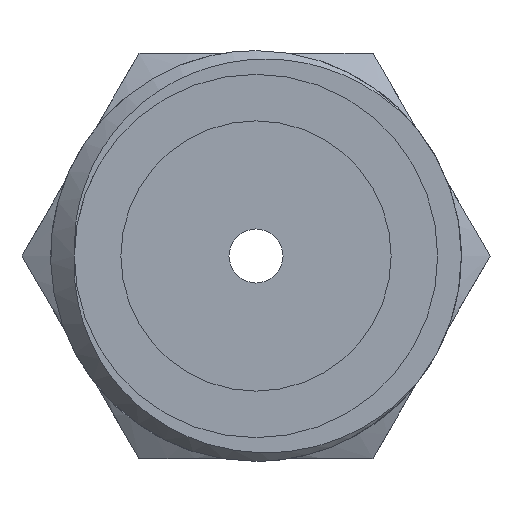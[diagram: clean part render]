
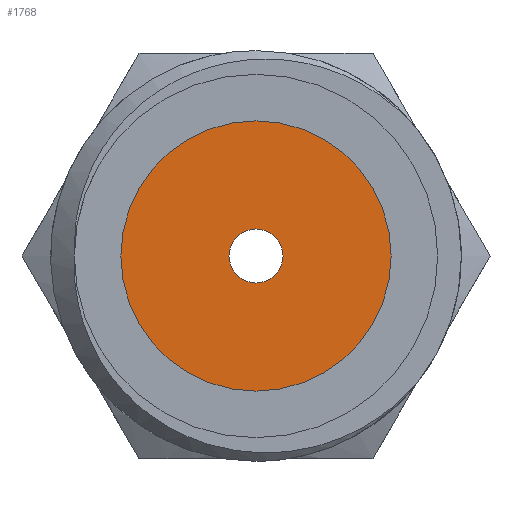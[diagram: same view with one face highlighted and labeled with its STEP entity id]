
A CAD part, left-side view. The second image highlights one B-rep face of the part: STEP entity #1768.
In plain terms, the highlighted planar face has unit normal (-1, 0, 0).
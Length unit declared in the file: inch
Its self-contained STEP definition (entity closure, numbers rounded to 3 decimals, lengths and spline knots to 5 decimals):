
#34 = ORIENTED_EDGE ( 'NONE', *, *, #267, .T. ) ;
#71 = FACE_OUTER_BOUND ( 'NONE', #443, .T. ) ;
#95 = DIRECTION ( 'NONE',  ( 0., 0., -1. ) ) ;
#267 = EDGE_CURVE ( 'NONE', #2132, #1338, #1583, .T. ) ;
#343 = DIRECTION ( 'NONE',  ( 0., 0., 1. ) ) ;
#430 = DIRECTION ( 'NONE',  ( -1., 0., 0. ) ) ;
#443 = EDGE_LOOP ( 'NONE', ( #34, #815 ) ) ;
#453 = AXIS2_PLACEMENT_3D ( 'NONE', #454, #849, #824 ) ;
#454 = CARTESIAN_POINT ( 'NONE',  ( -0.175, 0., 0. ) ) ;
#459 = CARTESIAN_POINT ( 'NONE',  ( -0.175, 0., 0. ) ) ;
#492 = AXIS2_PLACEMENT_3D ( 'NONE', #1783, #1987, #95 ) ;
#525 = CARTESIAN_POINT ( 'NONE',  ( -0.175, 0., 0. ) ) ;
#570 = EDGE_CURVE ( 'NONE', #1745, #1922, #2345, .T. ) ;
#607 = CIRCLE ( 'NONE', #453, 0.0625 ) ;
#815 = ORIENTED_EDGE ( 'NONE', *, *, #1207, .T. ) ;
#824 = DIRECTION ( 'NONE',  ( 0., 0., 1. ) ) ;
#849 = DIRECTION ( 'NONE',  ( -1., 0., 0. ) ) ;
#1207 = EDGE_CURVE ( 'NONE', #1338, #2132, #607, .T. ) ;
#1260 = CARTESIAN_POINT ( 'NONE',  ( -0.175, 0., 0. ) ) ;
#1273 = AXIS2_PLACEMENT_3D ( 'NONE', #525, #2032, #343 ) ;
#1293 = AXIS2_PLACEMENT_3D ( 'NONE', #459, #430, #1549 ) ;
#1338 = VERTEX_POINT ( 'NONE', #1458 ) ;
#1399 = CARTESIAN_POINT ( 'NONE',  ( -0.175, 0., 0.0125 ) ) ;
#1401 = ORIENTED_EDGE ( 'NONE', *, *, #2388, .F. ) ;
#1458 = CARTESIAN_POINT ( 'NONE',  ( -0.175, 0., -0.0625 ) ) ;
#1549 = DIRECTION ( 'NONE',  ( 0., 0., 1. ) ) ;
#1583 = CIRCLE ( 'NONE', #2099, 0.0625 ) ;
#1737 = ORIENTED_EDGE ( 'NONE', *, *, #570, .F. ) ;
#1745 = VERTEX_POINT ( 'NONE', #1399 ) ;
#1768 = ADVANCED_FACE ( 'NONE', ( #2322, #71 ), #1962, .F. ) ;
#1783 = CARTESIAN_POINT ( 'NONE',  ( -0.175, 0.0625, 0. ) ) ;
#1922 = VERTEX_POINT ( 'NONE', #2196 ) ;
#1962 = PLANE ( 'NONE',  #492 ) ;
#1976 = DIRECTION ( 'NONE',  ( -1., 0., 0. ) ) ;
#1987 = DIRECTION ( 'NONE',  ( 1., 0., 0. ) ) ;
#2013 = DIRECTION ( 'NONE',  ( 0., 0., 1. ) ) ;
#2032 = DIRECTION ( 'NONE',  ( -1., 0., 0. ) ) ;
#2070 = CARTESIAN_POINT ( 'NONE',  ( -0.175, 0., 0.0625 ) ) ;
#2099 = AXIS2_PLACEMENT_3D ( 'NONE', #1260, #1976, #2013 ) ;
#2132 = VERTEX_POINT ( 'NONE', #2070 ) ;
#2196 = CARTESIAN_POINT ( 'NONE',  ( -0.175, 0., -0.0125 ) ) ;
#2322 = FACE_BOUND ( 'NONE', #2377, .T. ) ;
#2345 = CIRCLE ( 'NONE', #1273, 0.0125 ) ;
#2371 = CIRCLE ( 'NONE', #1293, 0.0125 ) ;
#2377 = EDGE_LOOP ( 'NONE', ( #1737, #1401 ) ) ;
#2388 = EDGE_CURVE ( 'NONE', #1922, #1745, #2371, .T. ) ;
